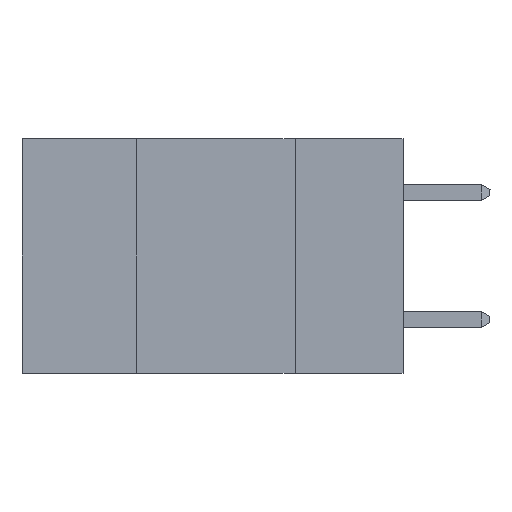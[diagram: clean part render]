
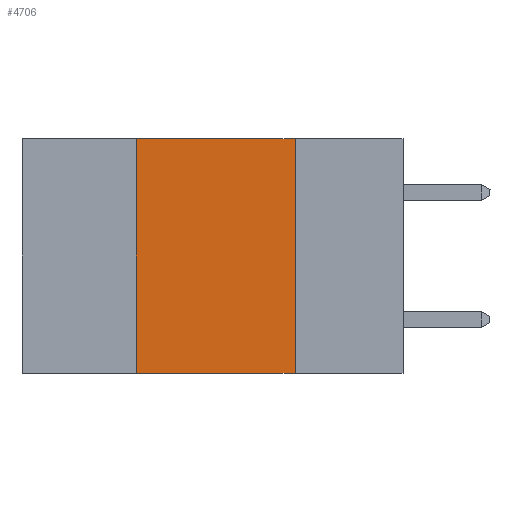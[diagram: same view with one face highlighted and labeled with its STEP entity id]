
A CAD part, left-side view. The second image highlights one B-rep face of the part: STEP entity #4706.
In plain terms, the highlighted planar face has unit normal (-1, 0, 0).
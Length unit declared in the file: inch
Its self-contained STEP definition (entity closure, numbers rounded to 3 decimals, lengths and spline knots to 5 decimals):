
#79 = CARTESIAN_POINT ( 'NONE',  ( 0., 0.42, 0. ) ) ;
#1172 = EDGE_CURVE ( 'NONE', #7300, #8063, #3554, .T. ) ;
#1403 = ORIENTED_EDGE ( 'NONE', *, *, #5838, .F. ) ;
#1704 = VECTOR ( 'NONE', #4519, 39.37008 ) ;
#1898 = VECTOR ( 'NONE', #6850, 39.37008 ) ;
#2425 = CARTESIAN_POINT ( 'NONE',  ( 0., 0.17, 0. ) ) ;
#3073 = EDGE_LOOP ( 'NONE', ( #11534, #1403, #11140, #6602 ) ) ;
#3554 = LINE ( 'NONE', #6651, #1898 ) ;
#4117 = LINE ( 'NONE', #9859, #6482 ) ;
#4224 = VECTOR ( 'NONE', #4883, 39.37008 ) ;
#4519 = DIRECTION ( 'NONE',  ( 0., 0., -1. ) ) ;
#4706 = ADVANCED_FACE ( 'NONE', ( #7528 ), #7246, .F. ) ;
#4883 = DIRECTION ( 'NONE',  ( 0., -1., 0. ) ) ;
#5322 = VERTEX_POINT ( 'NONE', #7198 ) ;
#5553 = CARTESIAN_POINT ( 'NONE',  ( 0., 0.17, -0.37 ) ) ;
#5838 = EDGE_CURVE ( 'NONE', #8063, #5322, #13126, .T. ) ;
#5882 = CARTESIAN_POINT ( 'NONE',  ( 0., 0.6, 0. ) ) ;
#6482 = VECTOR ( 'NONE', #7568, 39.37008 ) ;
#6602 = ORIENTED_EDGE ( 'NONE', *, *, #11716, .T. ) ;
#6651 = CARTESIAN_POINT ( 'NONE',  ( 0., 0.42, 0. ) ) ;
#6850 = DIRECTION ( 'NONE',  ( 0., 0., 1. ) ) ;
#7198 = CARTESIAN_POINT ( 'NONE',  ( 0., 0.17, 0. ) ) ;
#7230 = CARTESIAN_POINT ( 'NONE',  ( 0., 0.42, -0.37 ) ) ;
#7246 = PLANE ( 'NONE',  #9546 ) ;
#7300 = VERTEX_POINT ( 'NONE', #7230 ) ;
#7323 = CARTESIAN_POINT ( 'NONE',  ( 0., 0.6, 0. ) ) ;
#7528 = FACE_OUTER_BOUND ( 'NONE', #3073, .T. ) ;
#7568 = DIRECTION ( 'NONE',  ( 0., -1., 0. ) ) ;
#8063 = VERTEX_POINT ( 'NONE', #79 ) ;
#8478 = DIRECTION ( 'NONE',  ( 1., 0., 0. ) ) ;
#9546 = AXIS2_PLACEMENT_3D ( 'NONE', #7323, #8478, #11403 ) ;
#9859 = CARTESIAN_POINT ( 'NONE',  ( 0., 0.6, -0.37 ) ) ;
#10470 = EDGE_CURVE ( 'NONE', #5322, #11390, #12904, .T. ) ;
#11140 = ORIENTED_EDGE ( 'NONE', *, *, #1172, .F. ) ;
#11390 = VERTEX_POINT ( 'NONE', #5553 ) ;
#11403 = DIRECTION ( 'NONE',  ( 0., 0., -1. ) ) ;
#11534 = ORIENTED_EDGE ( 'NONE', *, *, #10470, .F. ) ;
#11716 = EDGE_CURVE ( 'NONE', #7300, #11390, #4117, .T. ) ;
#12904 = LINE ( 'NONE', #2425, #1704 ) ;
#13126 = LINE ( 'NONE', #5882, #4224 ) ;
